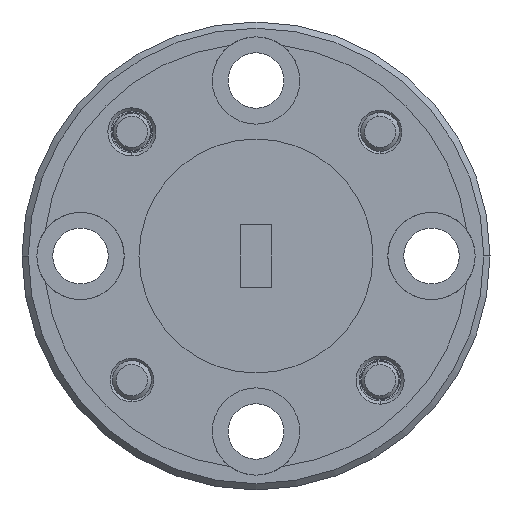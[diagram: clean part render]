
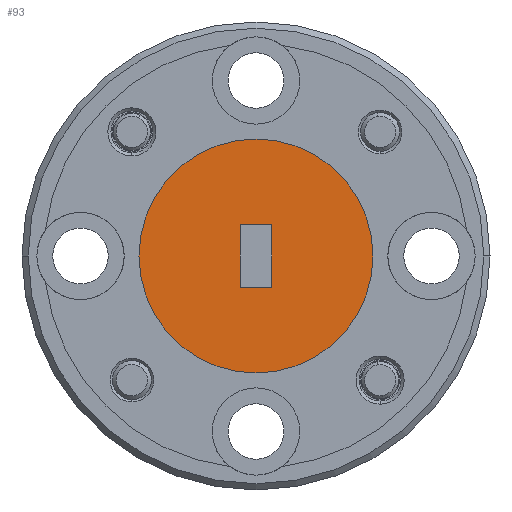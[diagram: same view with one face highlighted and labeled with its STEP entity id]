
A CAD part, left-side view. The second image highlights one B-rep face of the part: STEP entity #93.
In plain terms, the highlighted planar face has unit normal (-1, 0, 0).
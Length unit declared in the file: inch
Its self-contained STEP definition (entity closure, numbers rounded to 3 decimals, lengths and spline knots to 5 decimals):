
#93 = ADVANCED_FACE ( 'NONE', ( #4084, #806 ), #2262, .T. ) ;
#218 = EDGE_CURVE ( 'NONE', #2273, #257, #4546, .T. ) ;
#241 = CARTESIAN_POINT ( 'NONE',  ( 0., -0.025, -0.05 ) ) ;
#257 = VERTEX_POINT ( 'NONE', #827 ) ;
#318 = EDGE_LOOP ( 'NONE', ( #3287, #4087, #4718, #900 ) ) ;
#447 = ORIENTED_EDGE ( 'NONE', *, *, #218, .F. ) ;
#504 = VERTEX_POINT ( 'NONE', #4476 ) ;
#541 = DIRECTION ( 'NONE',  ( 0., 1., 0. ) ) ;
#571 = LINE ( 'NONE', #1663, #1524 ) ;
#596 = CARTESIAN_POINT ( 'NONE',  ( 0., -0.1875, 0. ) ) ;
#623 = CIRCLE ( 'NONE', #3065, 0.1875 ) ;
#735 = AXIS2_PLACEMENT_3D ( 'NONE', #1834, #1900, #3356 ) ;
#806 = FACE_OUTER_BOUND ( 'NONE', #4457, .T. ) ;
#827 = CARTESIAN_POINT ( 'NONE',  ( 0., 0.1875, 0. ) ) ;
#900 = ORIENTED_EDGE ( 'NONE', *, *, #4038, .T. ) ;
#1134 = EDGE_CURVE ( 'NONE', #257, #2273, #623, .T. ) ;
#1410 = DIRECTION ( 'NONE',  ( 1., 0., 0. ) ) ;
#1506 = VERTEX_POINT ( 'NONE', #3026 ) ;
#1524 = VECTOR ( 'NONE', #3863, 39.37008 ) ;
#1651 = AXIS2_PLACEMENT_3D ( 'NONE', #3768, #2336, #541 ) ;
#1663 = CARTESIAN_POINT ( 'NONE',  ( 0., -0.025, 0.05 ) ) ;
#1740 = LINE ( 'NONE', #241, #2691 ) ;
#1793 = ORIENTED_EDGE ( 'NONE', *, *, #1134, .F. ) ;
#1796 = DIRECTION ( 'NONE',  ( 0., 1., 0. ) ) ;
#1834 = CARTESIAN_POINT ( 'NONE',  ( 0., 0., 0. ) ) ;
#1900 = DIRECTION ( 'NONE',  ( -1., 0., 0. ) ) ;
#1914 = VECTOR ( 'NONE', #4513, 39.37008 ) ;
#1958 = LINE ( 'NONE', #2009, #1914 ) ;
#2009 = CARTESIAN_POINT ( 'NONE',  ( 0., 0.025, -0.05 ) ) ;
#2262 = PLANE ( 'NONE',  #735 ) ;
#2273 = VERTEX_POINT ( 'NONE', #596 ) ;
#2312 = CARTESIAN_POINT ( 'NONE',  ( 0., -0.025, -0.05 ) ) ;
#2336 = DIRECTION ( 'NONE',  ( 1., 0., 0. ) ) ;
#2347 = EDGE_CURVE ( 'NONE', #2594, #1506, #2645, .T. ) ;
#2391 = VERTEX_POINT ( 'NONE', #4375 ) ;
#2554 = EDGE_CURVE ( 'NONE', #2391, #2594, #571, .T. ) ;
#2594 = VERTEX_POINT ( 'NONE', #3988 ) ;
#2645 = LINE ( 'NONE', #2312, #4424 ) ;
#2691 = VECTOR ( 'NONE', #4613, 39.37008 ) ;
#3026 = CARTESIAN_POINT ( 'NONE',  ( 0., -0.025, -0.05 ) ) ;
#3065 = AXIS2_PLACEMENT_3D ( 'NONE', #3612, #1410, #1796 ) ;
#3287 = ORIENTED_EDGE ( 'NONE', *, *, #2554, .T. ) ;
#3356 = DIRECTION ( 'NONE',  ( 0., 1., 0. ) ) ;
#3612 = CARTESIAN_POINT ( 'NONE',  ( 0., 0., 0. ) ) ;
#3768 = CARTESIAN_POINT ( 'NONE',  ( 0., 0., 0. ) ) ;
#3863 = DIRECTION ( 'NONE',  ( 0., -1., 0. ) ) ;
#3988 = CARTESIAN_POINT ( 'NONE',  ( 0., -0.025, 0.05 ) ) ;
#4038 = EDGE_CURVE ( 'NONE', #504, #2391, #1958, .T. ) ;
#4084 = FACE_BOUND ( 'NONE', #318, .T. ) ;
#4087 = ORIENTED_EDGE ( 'NONE', *, *, #2347, .T. ) ;
#4159 = EDGE_CURVE ( 'NONE', #1506, #504, #1740, .T. ) ;
#4375 = CARTESIAN_POINT ( 'NONE',  ( 0., 0.025, 0.05 ) ) ;
#4424 = VECTOR ( 'NONE', #4458, 39.37008 ) ;
#4457 = EDGE_LOOP ( 'NONE', ( #1793, #447 ) ) ;
#4458 = DIRECTION ( 'NONE',  ( 0., 0., -1. ) ) ;
#4476 = CARTESIAN_POINT ( 'NONE',  ( 0., 0.025, -0.05 ) ) ;
#4513 = DIRECTION ( 'NONE',  ( 0., 0., 1. ) ) ;
#4546 = CIRCLE ( 'NONE', #1651, 0.1875 ) ;
#4613 = DIRECTION ( 'NONE',  ( 0., 1., 0. ) ) ;
#4718 = ORIENTED_EDGE ( 'NONE', *, *, #4159, .T. ) ;
